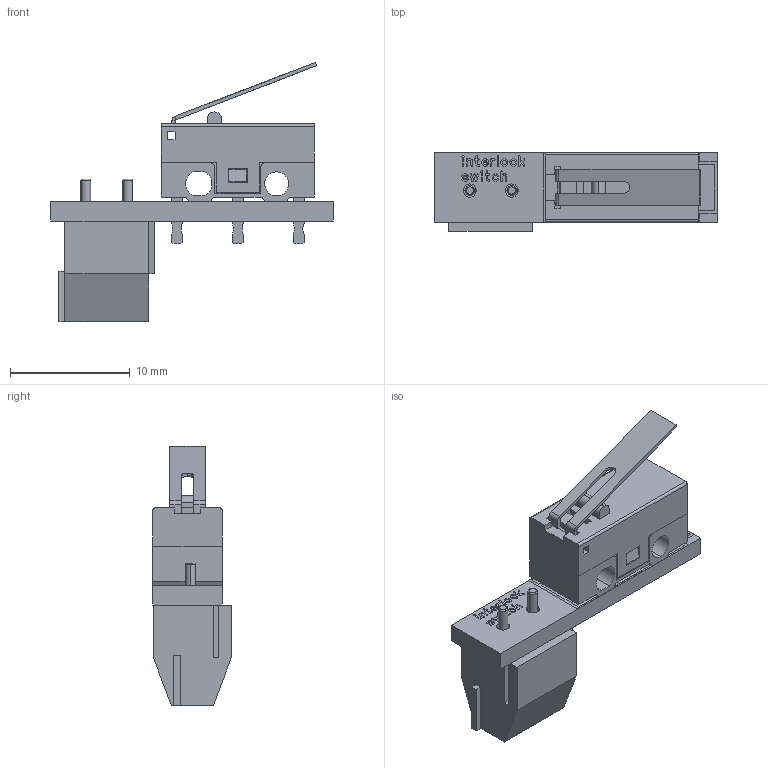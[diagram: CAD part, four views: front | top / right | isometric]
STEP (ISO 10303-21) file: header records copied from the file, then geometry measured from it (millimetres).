
FILE_DESCRIPTION(('Designed by EasyEDA Pro'),'2;1');
FILE_NAME('Open CASCADE Shape Model','2025-08-17T12:24:33',('Author'),( 'Open CASCADE'),'Open CASCADE STEP processor 7.8','Open CASCADE 7.8' ,'Unknown');
FILE_SCHEMA(('AUTOMOTIVE_DESIGN { 1 0 10303 214 1 1 1 1 }'));
Length unit declared in the file: millimetre
Products named in the file (12): EasyEDA PCB Model~GXi5; Board~GXi5; TopCopper~GXi5; BottomCopper~GXi5; TopSilkscreen~GXi5; BottomSilkscreen~GXi5; TopFpcStiffener~GXi5; BottomFpcStiffener~GXi5; U2~CONN-TH_DB301V-3.5-2P-GN~CONN-TH_DB301V-3.5-2P-GN~GXi5; CONN-TH_DB301V-3.5-2P-GN~CONN-TH_DB301V-3.5-2P-GN~GXi5; SW2~SW-TH_D2F-L~SW-TH_D2F-L-L13.0-W5.8-H11.6-P5.08~GXi5; SW-TH_D2F-L~SW-TH_D2F-L-L13.0-W5.8-H11.6-P5.08~GXi5
Assembly tree (11 placements, depth 3):
  EasyEDA PCB Model~GXi5
    Board~GXi5
    TopCopper~GXi5
    BottomCopper~GXi5
    TopSilkscreen~GXi5
    BottomSilkscreen~GXi5
    TopFpcStiffener~GXi5
    BottomFpcStiffener~GXi5
    U2~CONN-TH_DB301V-3.5-2P-GN~CONN-TH_DB301V-3.5-2P-GN~GXi5
      CONN-TH_DB301V-3.5-2P-GN~CONN-TH_DB301V-3.5-2P-GN~GXi5
    SW2~SW-TH_D2F-L~SW-TH_D2F-L-L13.0-W5.8-H11.6-P5.08~GXi5
      SW-TH_D2F-L~SW-TH_D2F-L-L13.0-W5.8-H11.6-P5.08~GXi5
Bounding box: 23.6 x 6.56 x 21.64 mm (x, y, z)
Volume: 898 mm3; surface area: 1753.2 mm2
Topology: 36 solids, 59 shells, 808 faces, 2592 edges, 1900 vertices
Faces by surface type: plane 531, bspline 210, cylinder 56, torus 10, cone 1
Entity records: 37918 total; most frequent: CARTESIAN_POINT 9050, ORIENTED_EDGE 4706, DIRECTION 3657, EDGE_CURVE 2592, VERTEX_POINT 1900, LINE 1847, VECTOR 1847, AXIS2_PLACEMENT_3D 905
